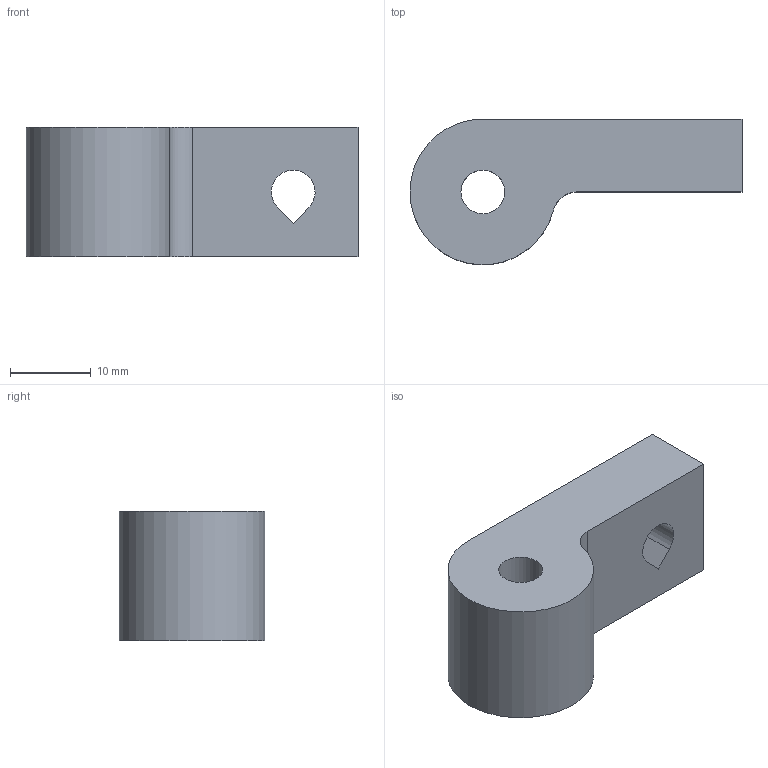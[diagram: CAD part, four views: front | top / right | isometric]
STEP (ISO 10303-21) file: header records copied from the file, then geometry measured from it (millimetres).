
FILE_DESCRIPTION( ( 'Unknown' ), '1' );
FILE_NAME( 'Fan-base.stp', 'Unknown', ( 'Ed Sells' ), ( 'University of Bath' ), 'XStep 1.0', 'Solid Edge v19', ' ' );
FILE_SCHEMA( ( 'CONFIG_CONTROL_DESIGN' ) );
Length unit declared in the file: millimetre
Products named in the file (1): 1
Bounding box: 41 x 17.99 x 16 mm (x, y, z)
Volume: 6690.4 mm3; surface area: 3107.5 mm2
Topology: 1 solids, 1 shells, 36 faces, 96 edges, 64 vertices
Faces by surface type: plane 21, cylinder 15
Full cylindrical faces by diameter (mm): 5.4 x1
Entity records: 1177 total; most frequent: DIRECTION 199, CARTESIAN_POINT 196, ORIENTED_EDGE 190, EDGE_CURVE 95, AXIS2_PLACEMENT_3D 67, LINE 65, VECTOR 65, VERTEX_POINT 64
